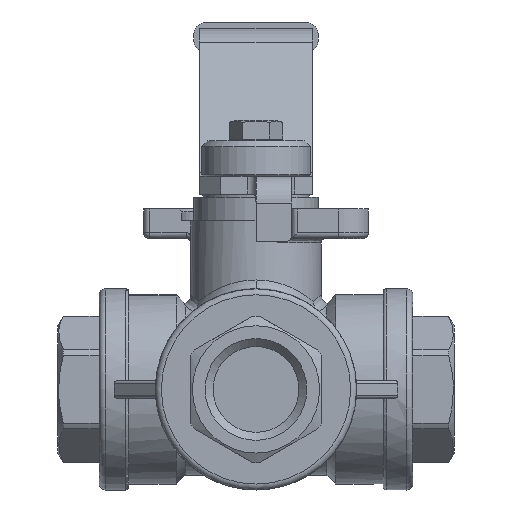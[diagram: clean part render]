
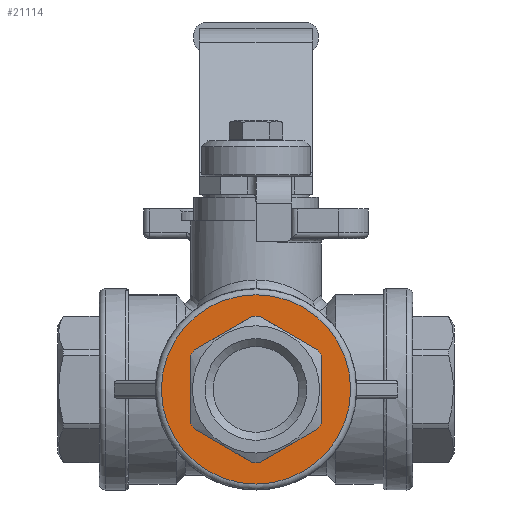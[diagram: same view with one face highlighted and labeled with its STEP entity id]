
A CAD part, front view. The second image highlights one B-rep face of the part: STEP entity #21114.
In plain terms, the highlighted planar face has unit normal (0, -1, 0).
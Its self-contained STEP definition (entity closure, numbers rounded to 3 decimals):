
#18281=CARTESIAN_POINT('',(11.,-26.5,-5.724));
#18282=VERTEX_POINT('',#18281);
#18289=CARTESIAN_POINT('',(11.,-26.5,5.724));
#18290=VERTEX_POINT('',#18289);
#18291=CARTESIAN_POINT('',(11.,-26.5,5.724));
#18292=DIRECTION('',(-0.,-0.,-1.));
#18293=VECTOR('',#18292,11.447);
#18294=LINE('',#18291,#18293);
#18295=EDGE_CURVE('',#18290,#18282,#18294,.T.);
#19157=CARTESIAN_POINT('',(-11.,-26.5,5.724));
#19158=VERTEX_POINT('',#19157);
#19174=CARTESIAN_POINT('',(-10.457,-26.5,6.664));
#19175=VERTEX_POINT('',#19174);
#19182=CARTESIAN_POINT('',(0.,-26.5,0.));
#19183=DIRECTION('',(0.,-1.,0.));
#19184=DIRECTION('',(0.,0.,1.));
#19185=AXIS2_PLACEMENT_3D('',#19182,#19183,#19184);
#19186=CIRCLE('',#19185,12.4);
#19187=EDGE_CURVE('',#19175,#19158,#19186,.T.);
#20986=CARTESIAN_POINT('',(0.,-26.5,14.7));
#20987=DIRECTION('',(-0.,1.,0.));
#20988=DIRECTION('',(-1.,-0.,0.));
#20989=AXIS2_PLACEMENT_3D('',#20986,#20987,#20988);
#20990=PLANE('',#20989);
#20991=CARTESIAN_POINT('',(0.,-26.5,16.));
#20992=VERTEX_POINT('',#20991);
#20993=CARTESIAN_POINT('',(-0.,-26.5,-16.));
#20994=VERTEX_POINT('',#20993);
#20995=CARTESIAN_POINT('',(0.,-26.5,0.));
#20996=DIRECTION('',(0.,-1.,0.));
#20997=DIRECTION('',(-0.,-0.,-1.));
#20998=AXIS2_PLACEMENT_3D('',#20995,#20996,#20997);
#20999=CIRCLE('',#20998,16.);
#21000=EDGE_CURVE('',#20992,#20994,#20999,.T.);
#21001=ORIENTED_EDGE('',*,*,#21000,.T.);
#21002=CARTESIAN_POINT('',(0.,-26.5,0.));
#21003=DIRECTION('',(0.,-1.,0.));
#21004=DIRECTION('',(-0.,-0.,-1.));
#21005=AXIS2_PLACEMENT_3D('',#21002,#21003,#21004);
#21006=CIRCLE('',#21005,16.);
#21007=EDGE_CURVE('',#20994,#20992,#21006,.T.);
#21008=ORIENTED_EDGE('',*,*,#21007,.T.);
#21009=EDGE_LOOP('',(#21001,#21008));
#21010=FACE_BOUND('',#21009,.T.);
#21011=CARTESIAN_POINT('',(10.457,-26.5,-6.664));
#21012=VERTEX_POINT('',#21011);
#21013=CARTESIAN_POINT('',(0.543,-26.5,-12.388));
#21014=VERTEX_POINT('',#21013);
#21015=CARTESIAN_POINT('',(10.457,-26.5,-6.664));
#21016=DIRECTION('',(-0.866,-0.,-0.5));
#21017=VECTOR('',#21016,11.447);
#21018=LINE('',#21015,#21017);
#21019=EDGE_CURVE('',#21012,#21014,#21018,.T.);
#21020=ORIENTED_EDGE('',*,*,#21019,.T.);
#21021=CARTESIAN_POINT('',(0.,-26.5,-12.4));
#21022=VERTEX_POINT('',#21021);
#21023=CARTESIAN_POINT('',(0.,-26.5,0.));
#21024=DIRECTION('',(0.,-1.,0.));
#21025=DIRECTION('',(0.,0.,-1.));
#21026=AXIS2_PLACEMENT_3D('',#21023,#21024,#21025);
#21027=CIRCLE('',#21026,12.4);
#21028=EDGE_CURVE('',#21022,#21014,#21027,.T.);
#21029=ORIENTED_EDGE('',*,*,#21028,.F.);
#21030=CARTESIAN_POINT('',(-0.543,-26.5,-12.388));
#21031=VERTEX_POINT('',#21030);
#21032=CARTESIAN_POINT('',(0.,-26.5,0.));
#21033=DIRECTION('',(0.,-1.,0.));
#21034=DIRECTION('',(0.,0.,-1.));
#21035=AXIS2_PLACEMENT_3D('',#21032,#21033,#21034);
#21036=CIRCLE('',#21035,12.4);
#21037=EDGE_CURVE('',#21031,#21022,#21036,.T.);
#21038=ORIENTED_EDGE('',*,*,#21037,.F.);
#21039=CARTESIAN_POINT('',(-10.457,-26.5,-6.664));
#21040=VERTEX_POINT('',#21039);
#21041=CARTESIAN_POINT('',(-0.543,-26.5,-12.388));
#21042=DIRECTION('',(-0.866,-0.,0.5));
#21043=VECTOR('',#21042,11.447);
#21044=LINE('',#21041,#21043);
#21045=EDGE_CURVE('',#21031,#21040,#21044,.T.);
#21046=ORIENTED_EDGE('',*,*,#21045,.T.);
#21047=CARTESIAN_POINT('',(-11.,-26.5,-5.724));
#21048=VERTEX_POINT('',#21047);
#21049=CARTESIAN_POINT('',(0.,-26.5,0.));
#21050=DIRECTION('',(0.,-1.,0.));
#21051=DIRECTION('',(0.,0.,1.));
#21052=AXIS2_PLACEMENT_3D('',#21049,#21050,#21051);
#21053=CIRCLE('',#21052,12.4);
#21054=EDGE_CURVE('',#21048,#21040,#21053,.T.);
#21055=ORIENTED_EDGE('',*,*,#21054,.F.);
#21056=CARTESIAN_POINT('',(-11.,-26.5,-5.724));
#21057=DIRECTION('',(0.,0.,1.));
#21058=VECTOR('',#21057,11.447);
#21059=LINE('',#21056,#21058);
#21060=EDGE_CURVE('',#21048,#19158,#21059,.T.);
#21061=ORIENTED_EDGE('',*,*,#21060,.T.);
#21062=ORIENTED_EDGE('',*,*,#19187,.F.);
#21063=CARTESIAN_POINT('',(-0.543,-26.5,12.388));
#21064=VERTEX_POINT('',#21063);
#21065=CARTESIAN_POINT('',(-10.457,-26.5,6.664));
#21066=DIRECTION('',(0.866,0.,0.5));
#21067=VECTOR('',#21066,11.447);
#21068=LINE('',#21065,#21067);
#21069=EDGE_CURVE('',#19175,#21064,#21068,.T.);
#21070=ORIENTED_EDGE('',*,*,#21069,.T.);
#21071=CARTESIAN_POINT('',(0.,-26.5,12.4));
#21072=VERTEX_POINT('',#21071);
#21073=CARTESIAN_POINT('',(0.,-26.5,0.));
#21074=DIRECTION('',(0.,-1.,0.));
#21075=DIRECTION('',(0.,0.,1.));
#21076=AXIS2_PLACEMENT_3D('',#21073,#21074,#21075);
#21077=CIRCLE('',#21076,12.4);
#21078=EDGE_CURVE('',#21072,#21064,#21077,.T.);
#21079=ORIENTED_EDGE('',*,*,#21078,.F.);
#21080=CARTESIAN_POINT('',(0.543,-26.5,12.388));
#21081=VERTEX_POINT('',#21080);
#21082=CARTESIAN_POINT('',(0.,-26.5,0.));
#21083=DIRECTION('',(0.,-1.,0.));
#21084=DIRECTION('',(0.,0.,1.));
#21085=AXIS2_PLACEMENT_3D('',#21082,#21083,#21084);
#21086=CIRCLE('',#21085,12.4);
#21087=EDGE_CURVE('',#21081,#21072,#21086,.T.);
#21088=ORIENTED_EDGE('',*,*,#21087,.F.);
#21089=CARTESIAN_POINT('',(10.457,-26.5,6.664));
#21090=VERTEX_POINT('',#21089);
#21091=CARTESIAN_POINT('',(0.543,-26.5,12.388));
#21092=DIRECTION('',(0.866,0.,-0.5));
#21093=VECTOR('',#21092,11.447);
#21094=LINE('',#21091,#21093);
#21095=EDGE_CURVE('',#21081,#21090,#21094,.T.);
#21096=ORIENTED_EDGE('',*,*,#21095,.T.);
#21097=CARTESIAN_POINT('',(0.,-26.5,0.));
#21098=DIRECTION('',(0.,-1.,0.));
#21099=DIRECTION('',(0.,0.,1.));
#21100=AXIS2_PLACEMENT_3D('',#21097,#21098,#21099);
#21101=CIRCLE('',#21100,12.4);
#21102=EDGE_CURVE('',#18290,#21090,#21101,.T.);
#21103=ORIENTED_EDGE('',*,*,#21102,.F.);
#21104=ORIENTED_EDGE('',*,*,#18295,.T.);
#21105=CARTESIAN_POINT('',(0.,-26.5,0.));
#21106=DIRECTION('',(0.,-1.,0.));
#21107=DIRECTION('',(0.,0.,1.));
#21108=AXIS2_PLACEMENT_3D('',#21105,#21106,#21107);
#21109=CIRCLE('',#21108,12.4);
#21110=EDGE_CURVE('',#21012,#18282,#21109,.T.);
#21111=ORIENTED_EDGE('',*,*,#21110,.F.);
#21112=EDGE_LOOP('',(#21020,#21029,#21038,#21046,#21055,#21061,#21062,#21070,#21079,#21088,#21096,#21103,#21104,#21111));
#21113=FACE_BOUND('',#21112,.T.);
#21114=ADVANCED_FACE('',(#21010,#21113),#20990,.F.);
